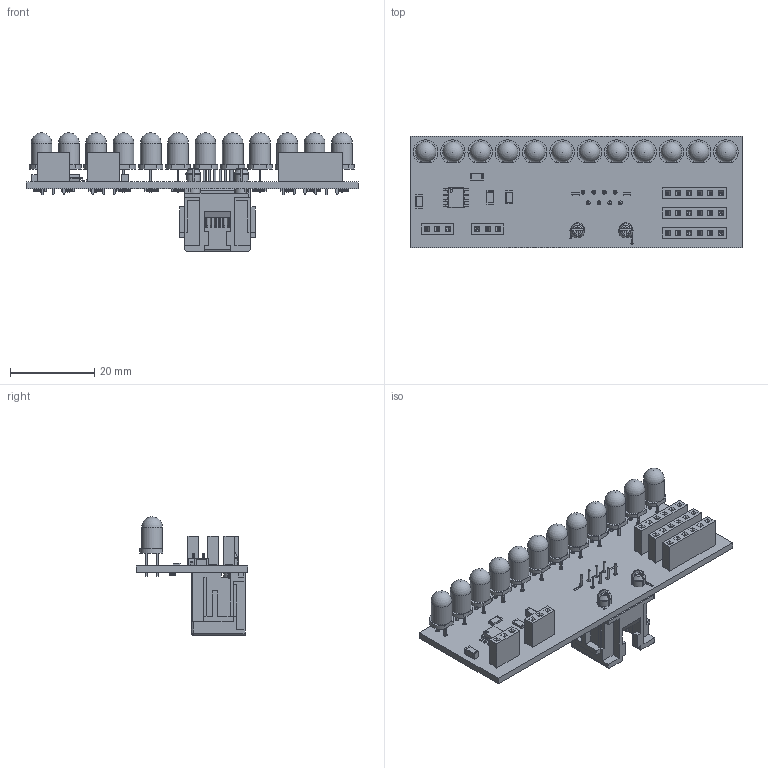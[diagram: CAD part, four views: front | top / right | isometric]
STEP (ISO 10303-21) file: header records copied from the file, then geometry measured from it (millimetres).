
FILE_DESCRIPTION(('KiCad electronic assembly'),'2;1');
FILE_NAME('due_shield.step','2019-07-05T05:21:36',('An Author'),( 'A Company'),'Open CASCADE STEP processor 6.9', 'KiCad to STEP converter','Unknown');
FILE_SCHEMA(('AUTOMOTIVE_DESIGN { 1 0 10303 214 1 1 1 1 }'));
Length unit declared in the file: millimetre
Products named in the file (16): Open CASCADE STEP translator 6.9 1; LED_D5.0mm; SOLID; PinSocket_1x03_P2.54mm_Vertical; C_1206_3216Metric; PinSocket_1x06_P2.54mm_Vertical; R_1206_3216Metric; c-216550-1-k-3d; SOIC-8_3.9x4.9mm_P1.27mm; COMPOUND
Assembly tree (43 placements, depth 3):
  Open CASCADE STEP translator 6.9 1
    LED_D5.0mm  x12
      SOLID
    PinSocket_1x03_P2.54mm_Vertical  x2
      SOLID
    C_1206_3216Metric  x2
      SOLID
    PinSocket_1x06_P2.54mm_Vertical  x3
      SOLID
    R_1206_3216Metric  x14
      SOLID
    c-216550-1-k-3d
      SOLID
    SOIC-8_3.9x4.9mm_P1.27mm
      SOLID
    COMPOUND
Bounding box: 78.74 x 26.54 x 28.1 mm (x, y, z)
Volume: 7571.2 mm3; surface area: 11253.4 mm2
Topology: 36 solids, 36 shells, 1908 faces, 4901 edges, 3170 vertices
Faces by surface type: plane 1479, cylinder 339, torus 32, bspline 32, sphere 20, cone 6
Full cylindrical faces by diameter (mm): 0.6 x1, 0.9 x24, 0.914 x8, 1 x18, 3.251 x2, 4.9 x12
Entity records: 66425 total; most frequent: CARTESIAN_POINT 16438, DIRECTION 8504, LINE 5763, VECTOR 5763, ORIENTED_EDGE 4574, PCURVE 4574, DEFINITIONAL_REPRESENTATION 4574, EDGE_CURVE 2287
